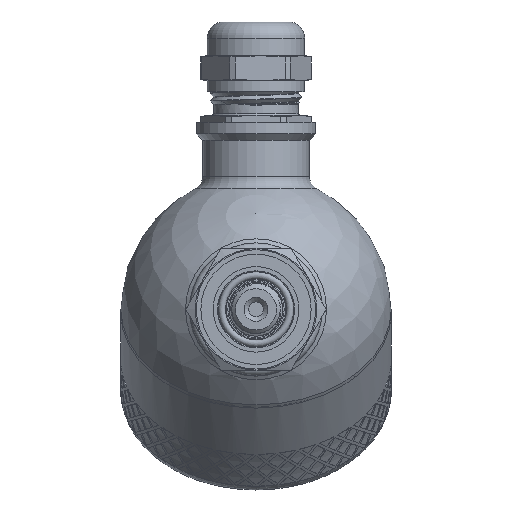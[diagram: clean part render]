
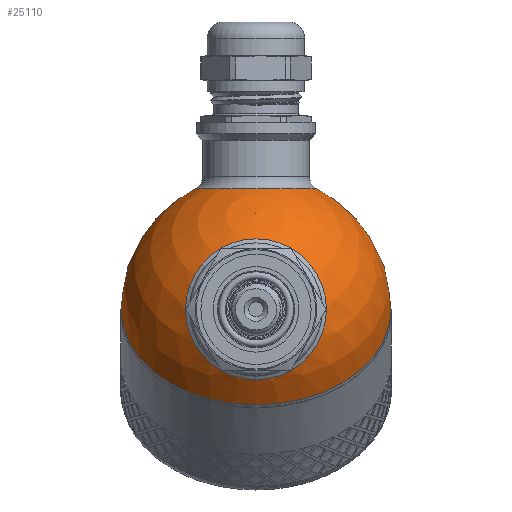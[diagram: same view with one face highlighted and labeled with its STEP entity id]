
A CAD part, left-side view. The second image highlights one B-rep face of the part: STEP entity #25110.
In plain terms, the highlighted spherical face has radius 30 mm.
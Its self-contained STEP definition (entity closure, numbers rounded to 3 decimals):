
#136=SPHERICAL_SURFACE('',#26731,30.);
#1247=FACE_BOUND('',#4010,.T.);
#1248=FACE_BOUND('',#4011,.T.);
#2358=FACE_OUTER_BOUND('',#4009,.T.);
#4009=EDGE_LOOP('',(#18436,#18437,#18438,#18439));
#4010=EDGE_LOOP('',(#18440));
#4011=EDGE_LOOP('',(#18441));
#5538=CIRCLE('',#26654,30.);
#5539=CIRCLE('',#26655,30.);
#5566=CIRCLE('',#26727,13.5);
#5569=CIRCLE('',#26732,30.);
#5570=CIRCLE('',#26733,15.643);
#10041=VERTEX_POINT('',#34136);
#10042=VERTEX_POINT('',#34138);
#10517=VERTEX_POINT('',#40200);
#10519=VERTEX_POINT('',#40207);
#10520=VERTEX_POINT('',#40209);
#12760=EDGE_CURVE('',#10041,#10042,#5538,.T.);
#12761=EDGE_CURVE('',#10042,#10041,#5539,.T.);
#13476=EDGE_CURVE('',#10517,#10517,#5566,.T.);
#13479=EDGE_CURVE('',#10042,#10519,#5569,.T.);
#13480=EDGE_CURVE('',#10520,#10520,#5570,.T.);
#18436=ORIENTED_EDGE('',*,*,#12761,.F.);
#18437=ORIENTED_EDGE('',*,*,#13479,.T.);
#18438=ORIENTED_EDGE('',*,*,#13479,.F.);
#18439=ORIENTED_EDGE('',*,*,#12760,.F.);
#18440=ORIENTED_EDGE('',*,*,#13480,.F.);
#18441=ORIENTED_EDGE('',*,*,#13476,.F.);
#25110=ADVANCED_FACE('',(#2358,#1247,#1248),#136,.T.);
#26654=AXIS2_PLACEMENT_3D('',#34139,#28144,#28145);
#26655=AXIS2_PLACEMENT_3D('',#34140,#28146,#28147);
#26727=AXIS2_PLACEMENT_3D('',#40201,#28542,#28543);
#26731=AXIS2_PLACEMENT_3D('',#40206,#28550,#28551);
#26732=AXIS2_PLACEMENT_3D('',#40208,#28552,#28553);
#26733=AXIS2_PLACEMENT_3D('',#40210,#28554,#28555);
#28144=DIRECTION('center_axis',(1.,0.,0.));
#28145=DIRECTION('ref_axis',(0.,1.,0.));
#28146=DIRECTION('center_axis',(1.,0.,0.));
#28147=DIRECTION('ref_axis',(0.,1.,0.));
#28542=DIRECTION('center_axis',(-0.707,0.,-0.707));
#28543=DIRECTION('ref_axis',(-0.707,0.,0.707));
#28550=DIRECTION('center_axis',(1.,0.,0.));
#28551=DIRECTION('ref_axis',(0.,-1.,0.));
#28552=DIRECTION('center_axis',(0.,0.,1.));
#28553=DIRECTION('ref_axis',(0.,1.,0.));
#28554=DIRECTION('center_axis',(-0.707,0.,0.707));
#28555=DIRECTION('ref_axis',(0.707,0.,0.707));
#34136=CARTESIAN_POINT('',(0.,-30.,0.));
#34138=CARTESIAN_POINT('',(0.,30.,0.));
#34139=CARTESIAN_POINT('Origin',(0.,0.,0.));
#34140=CARTESIAN_POINT('Origin',(0.,0.,0.));
#40200=CARTESIAN_POINT('',(-9.398,0.,-28.49));
#40201=CARTESIAN_POINT('Origin',(-18.944,0.,-18.944));
#40206=CARTESIAN_POINT('Origin',(0.,0.,0.));
#40207=CARTESIAN_POINT('',(-30.,0.,0.));
#40208=CARTESIAN_POINT('Origin',(0.,0.,0.));
#40209=CARTESIAN_POINT('',(-29.162,0.,7.04));
#40210=CARTESIAN_POINT('Origin',(-18.101,0.,18.101));
